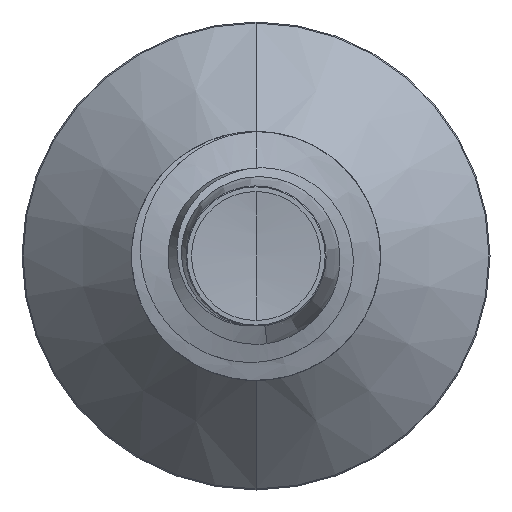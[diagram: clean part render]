
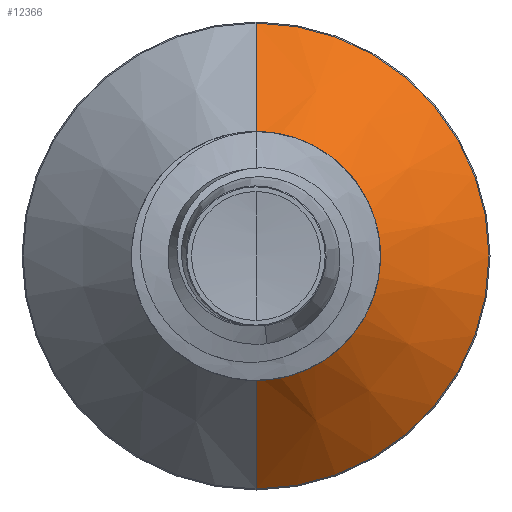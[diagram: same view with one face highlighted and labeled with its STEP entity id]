
A CAD part, front view. The second image highlights one B-rep face of the part: STEP entity #12366.
In plain terms, the highlighted conical face has half-angle 45 degrees and reference radius 1.189 mm.
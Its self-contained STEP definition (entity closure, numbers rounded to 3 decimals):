
#247 = VECTOR ( 'NONE', #8073, 1000. ) ;
#403 = LINE ( 'NONE', #8116, #247 ) ;
#1037 = CARTESIAN_POINT ( 'NONE',  ( 0., 7.439, -2.339 ) ) ;
#1596 = EDGE_CURVE ( 'NONE', #2642, #10710, #7185, .T. ) ;
#2310 = EDGE_CURVE ( 'NONE', #6701, #2725, #6310, .T. ) ;
#2403 = AXIS2_PLACEMENT_3D ( 'NONE', #9742, #9728, #9654 ) ;
#2642 = VERTEX_POINT ( 'NONE', #11310 ) ;
#2725 = VERTEX_POINT ( 'NONE', #1037 ) ;
#2764 = ORIENTED_EDGE ( 'NONE', *, *, #2310, .F. ) ;
#2808 = ORIENTED_EDGE ( 'NONE', *, *, #13648, .T. ) ;
#2810 = CARTESIAN_POINT ( 'NONE',  ( 0., 6.289, -1.189 ) ) ;
#3071 = AXIS2_PLACEMENT_3D ( 'NONE', #12459, #9417, #8470 ) ;
#4871 = ORIENTED_EDGE ( 'NONE', *, *, #11010, .F. ) ;
#5149 = VECTOR ( 'NONE', #13730, 1000. ) ;
#5527 = CARTESIAN_POINT ( 'NONE',  ( 0., 6.289, 0. ) ) ;
#5529 = DIRECTION ( 'NONE',  ( 0., 0., 1. ) ) ;
#5567 = DIRECTION ( 'NONE',  ( 0., 1., 0. ) ) ;
#6310 = CIRCLE ( 'NONE', #2403, 2.339 ) ;
#6508 = EDGE_LOOP ( 'NONE', ( #12741, #2808, #2764, #4871 ) ) ;
#6701 = VERTEX_POINT ( 'NONE', #7258 ) ;
#6709 = CONICAL_SURFACE ( 'NONE', #10582, 1.189, 0.785 ) ;
#7185 = CIRCLE ( 'NONE', #3071, 1.189 ) ;
#7258 = CARTESIAN_POINT ( 'NONE',  ( 0., 7.439, 2.339 ) ) ;
#7855 = FACE_OUTER_BOUND ( 'NONE', #6508, .T. ) ;
#8073 = DIRECTION ( 'NONE',  ( 0., 0.707, 0.707 ) ) ;
#8116 = CARTESIAN_POINT ( 'NONE',  ( 0., 6.289, 1.189 ) ) ;
#8470 = DIRECTION ( 'NONE',  ( 0., 0., 1. ) ) ;
#8583 = LINE ( 'NONE', #12905, #5149 ) ;
#9417 = DIRECTION ( 'NONE',  ( 0., 1., 0. ) ) ;
#9654 = DIRECTION ( 'NONE',  ( 0., 0., 1. ) ) ;
#9728 = DIRECTION ( 'NONE',  ( 0., 1., 0. ) ) ;
#9742 = CARTESIAN_POINT ( 'NONE',  ( 0., 7.439, 0. ) ) ;
#10582 = AXIS2_PLACEMENT_3D ( 'NONE', #5527, #5567, #5529 ) ;
#10710 = VERTEX_POINT ( 'NONE', #2810 ) ;
#11010 = EDGE_CURVE ( 'NONE', #2642, #6701, #403, .T. ) ;
#11310 = CARTESIAN_POINT ( 'NONE',  ( 0., 6.289, 1.189 ) ) ;
#12366 = ADVANCED_FACE ( 'NONE', ( #7855 ), #6709, .T. ) ;
#12459 = CARTESIAN_POINT ( 'NONE',  ( 0., 6.289, 0. ) ) ;
#12741 = ORIENTED_EDGE ( 'NONE', *, *, #1596, .T. ) ;
#12905 = CARTESIAN_POINT ( 'NONE',  ( 0., 6.289, -1.189 ) ) ;
#13648 = EDGE_CURVE ( 'NONE', #10710, #2725, #8583, .T. ) ;
#13730 = DIRECTION ( 'NONE',  ( 0., 0.707, -0.707 ) ) ;
